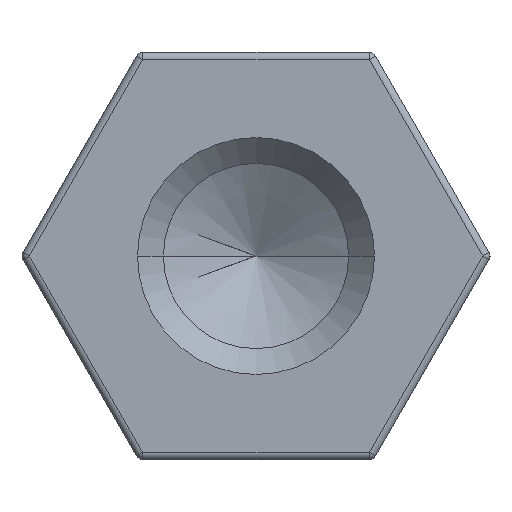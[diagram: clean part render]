
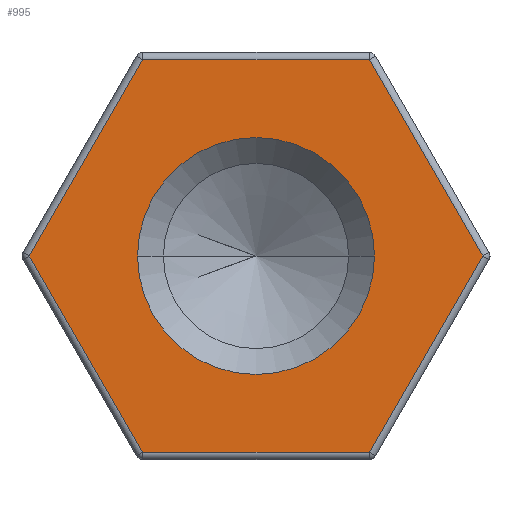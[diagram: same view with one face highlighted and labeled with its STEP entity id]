
A CAD part, left-side view. The second image highlights one B-rep face of the part: STEP entity #995.
In plain terms, the highlighted planar face has unit normal (-1, 0, 0).
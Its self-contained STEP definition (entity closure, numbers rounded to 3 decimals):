
#7 = DIRECTION ( 'NONE',  ( 0., -0.5, 0.866 ) ) ;
#10 = CARTESIAN_POINT ( 'NONE',  ( 0., 0., -2.65 ) ) ;
#30 = DIRECTION ( 'NONE',  ( 0., 1., 0. ) ) ;
#31 = CARTESIAN_POINT ( 'NONE',  ( 0., 0., 2.65 ) ) ;
#74 = DIRECTION ( 'NONE',  ( 0., 0.5, -0.866 ) ) ;
#82 = FACE_BOUND ( 'NONE', #1025, .T. ) ;
#135 = CARTESIAN_POINT ( 'NONE',  ( 0., -2.295, 1.325 ) ) ;
#182 = AXIS2_PLACEMENT_3D ( 'NONE', #1393, #1394, #30 ) ;
#196 = CARTESIAN_POINT ( 'NONE',  ( 0., 1.53, -2.65 ) ) ;
#215 = CIRCLE ( 'NONE', #417, 1.6 ) ;
#278 = EDGE_CURVE ( 'NONE', #873, #797, #525, .T. ) ;
#284 = DIRECTION ( 'NONE',  ( 0., 1., 0. ) ) ;
#324 = EDGE_CURVE ( 'NONE', #742, #877, #480, .T. ) ;
#334 = EDGE_CURVE ( 'NONE', #893, #742, #461, .T. ) ;
#336 = EDGE_CURVE ( 'NONE', #1095, #893, #459, .T. ) ;
#342 = EDGE_CURVE ( 'NONE', #631, #1095, #475, .T. ) ;
#348 = EDGE_CURVE ( 'NONE', #988, #631, #454, .T. ) ;
#354 = EDGE_CURVE ( 'NONE', #877, #988, #449, .T. ) ;
#367 = PLANE ( 'NONE',  #925 ) ;
#380 = DIRECTION ( 'NONE',  ( 0., 0.5, 0.866 ) ) ;
#417 = AXIS2_PLACEMENT_3D ( 'NONE', #1115, #457, #1231 ) ;
#435 = VECTOR ( 'NONE', #380, 1000. ) ;
#447 = VECTOR ( 'NONE', #284, 1000. ) ;
#449 = LINE ( 'NONE', #135, #435 ) ;
#451 = VECTOR ( 'NONE', #74, 1000. ) ;
#454 = LINE ( 'NONE', #31, #447 ) ;
#455 = VECTOR ( 'NONE', #466, 1000. ) ;
#457 = DIRECTION ( 'NONE',  ( 1., 0., 0. ) ) ;
#459 = LINE ( 'NONE', #888, #455 ) ;
#461 = LINE ( 'NONE', #10, #1159 ) ;
#466 = DIRECTION ( 'NONE',  ( 0., -0.5, -0.866 ) ) ;
#472 = VECTOR ( 'NONE', #7, 1000. ) ;
#475 = LINE ( 'NONE', #1424, #451 ) ;
#480 = LINE ( 'NONE', #751, #472 ) ;
#513 = DIRECTION ( 'NONE',  ( 1., 0., 0. ) ) ;
#525 = CIRCLE ( 'NONE', #182, 1.6 ) ;
#618 = EDGE_CURVE ( 'NONE', #797, #873, #215, .T. ) ;
#631 = VERTEX_POINT ( 'NONE', #907 ) ;
#706 = CARTESIAN_POINT ( 'NONE',  ( 0., -1.53, -2.65 ) ) ;
#713 = ORIENTED_EDGE ( 'NONE', *, *, #342, .T. ) ;
#720 = CARTESIAN_POINT ( 'NONE',  ( 0., -3.06, 0. ) ) ;
#742 = VERTEX_POINT ( 'NONE', #706 ) ;
#743 = CARTESIAN_POINT ( 'NONE',  ( 0., 3.06, 0. ) ) ;
#751 = CARTESIAN_POINT ( 'NONE',  ( 0., -2.295, -1.325 ) ) ;
#797 = VERTEX_POINT ( 'NONE', #1397 ) ;
#857 = ORIENTED_EDGE ( 'NONE', *, *, #348, .T. ) ;
#873 = VERTEX_POINT ( 'NONE', #1399 ) ;
#877 = VERTEX_POINT ( 'NONE', #720 ) ;
#888 = CARTESIAN_POINT ( 'NONE',  ( 0., 2.295, -1.325 ) ) ;
#893 = VERTEX_POINT ( 'NONE', #196 ) ;
#897 = ORIENTED_EDGE ( 'NONE', *, *, #334, .T. ) ;
#907 = CARTESIAN_POINT ( 'NONE',  ( 0., 1.53, 2.65 ) ) ;
#918 = DIRECTION ( 'NONE',  ( 0., -1., 0. ) ) ;
#925 = AXIS2_PLACEMENT_3D ( 'NONE', #1162, #513, #1274 ) ;
#941 = ORIENTED_EDGE ( 'NONE', *, *, #618, .T. ) ;
#988 = VERTEX_POINT ( 'NONE', #1157 ) ;
#995 = ADVANCED_FACE ( 'NONE', ( #1279, #82 ), #367, .F. ) ;
#1025 = EDGE_LOOP ( 'NONE', ( #1164, #941 ) ) ;
#1074 = ORIENTED_EDGE ( 'NONE', *, *, #354, .T. ) ;
#1092 = ORIENTED_EDGE ( 'NONE', *, *, #324, .T. ) ;
#1095 = VERTEX_POINT ( 'NONE', #743 ) ;
#1114 = ORIENTED_EDGE ( 'NONE', *, *, #336, .T. ) ;
#1115 = CARTESIAN_POINT ( 'NONE',  ( 0., 0., 0. ) ) ;
#1127 = EDGE_LOOP ( 'NONE', ( #1074, #857, #713, #1114, #897, #1092 ) ) ;
#1157 = CARTESIAN_POINT ( 'NONE',  ( 0., -1.53, 2.65 ) ) ;
#1159 = VECTOR ( 'NONE', #918, 1000. ) ;
#1162 = CARTESIAN_POINT ( 'NONE',  ( 0., 0., 0. ) ) ;
#1164 = ORIENTED_EDGE ( 'NONE', *, *, #278, .T. ) ;
#1231 = DIRECTION ( 'NONE',  ( 0., 1., 0. ) ) ;
#1274 = DIRECTION ( 'NONE',  ( 0., 1., 0. ) ) ;
#1279 = FACE_OUTER_BOUND ( 'NONE', #1127, .T. ) ;
#1393 = CARTESIAN_POINT ( 'NONE',  ( 0., 0., 0. ) ) ;
#1394 = DIRECTION ( 'NONE',  ( 1., 0., 0. ) ) ;
#1397 = CARTESIAN_POINT ( 'NONE',  ( 0., -1.6, 0. ) ) ;
#1399 = CARTESIAN_POINT ( 'NONE',  ( 0., 1.6, 0. ) ) ;
#1424 = CARTESIAN_POINT ( 'NONE',  ( 0., 2.295, 1.325 ) ) ;
